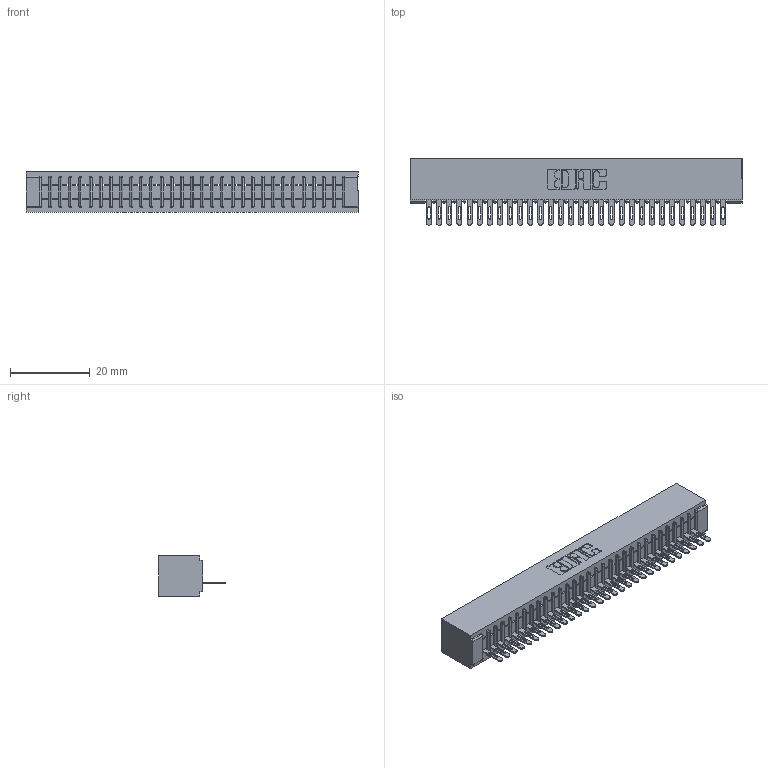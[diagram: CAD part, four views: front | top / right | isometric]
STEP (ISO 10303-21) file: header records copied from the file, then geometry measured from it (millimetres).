
FILE_DESCRIPTION (( 'STEP AP203' ), '1' );
FILE_NAME ('341-030-500-101.STEP', '2018-08-06T19:52:30', ( '' ), ( '' ), 'SwSTEP 2.0', 'SolidWorks 2016', '' );
FILE_SCHEMA (( 'CONFIG_CONTROL_DESIGN' ));
Length unit declared in the file: inch
Products named in the file (3): 341 Part_No Mounting Lugs; 341-292-001_341-292-100; 341-030-500-101
Assembly tree (31 placements, depth 2):
  341-030-500-101
    341 Part_No Mounting Lugs
    341-292-001_341-292-100  x30
Bounding box: 83.19 x 16.69 x 10.16 mm (x, y, z)
Volume: 6192.1 mm3; surface area: 10031.5 mm2
Topology: 31 solids, 31 shells, 2568 faces, 7402 edges, 4750 vertices
Faces by surface type: plane 1534, cylinder 914, sphere 62, torus 58
Entity records: 36675 total; most frequent: CARTESIAN_POINT 6224, ORIENTED_EDGE 6212, DIRECTION 6020, EDGE_CURVE 3106, VECTOR 2496, LINE 2496, VERTEX_POINT 1966, AXIS2_PLACEMENT_3D 1762
